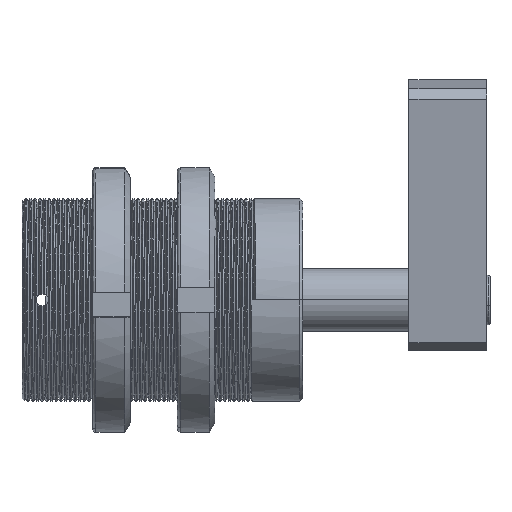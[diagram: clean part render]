
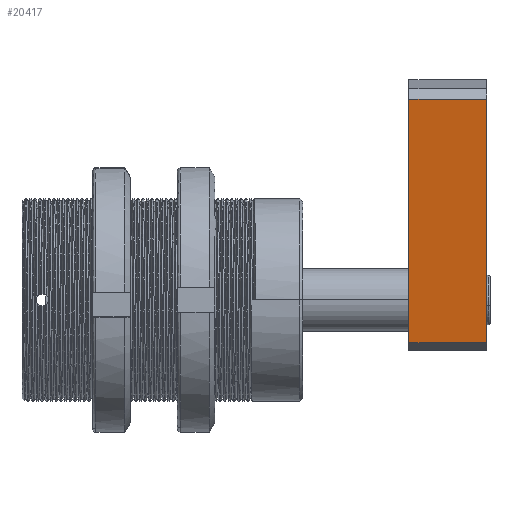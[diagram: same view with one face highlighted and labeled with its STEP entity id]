
A CAD part, top view. The second image highlights one B-rep face of the part: STEP entity #20417.
In plain terms, the highlighted face is planar.
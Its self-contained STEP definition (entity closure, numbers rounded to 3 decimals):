
#5508 = AXIS2_PLACEMENT_3D ( 'NONE', #70448, #6426, #81202 ) ;
#6426 = DIRECTION ( 'NONE',  ( 0., 0., 1. ) ) ;
#18710 = LINE ( 'NONE', #118277, #107306 ) ;
#20106 = EDGE_CURVE ( 'NONE', #135667, #137622, #18710, .T. ) ;
#20417 = ADVANCED_FACE ( 'NONE', ( #50497 ), #123664, .T. ) ;
#25029 = VECTOR ( 'NONE', #28949, 1000. ) ;
#25329 = CARTESIAN_POINT ( 'NONE',  ( 25., 70., 12.5 ) ) ;
#28949 = DIRECTION ( 'NONE',  ( -1., 0., 0. ) ) ;
#34981 = ORIENTED_EDGE ( 'NONE', *, *, #50985, .T. ) ;
#35831 = LINE ( 'NONE', #25329, #124442 ) ;
#39689 = CARTESIAN_POINT ( 'NONE',  ( 0., 67., 12.5 ) ) ;
#43523 = DIRECTION ( 'NONE',  ( 1., 0., 0. ) ) ;
#44290 = ORIENTED_EDGE ( 'NONE', *, *, #103873, .T. ) ;
#45141 = VECTOR ( 'NONE', #83980, 1000. ) ;
#48681 = EDGE_LOOP ( 'NONE', ( #93491, #98219, #34981, #44290 ) ) ;
#50160 = LINE ( 'NONE', #39689, #25029 ) ;
#50497 = FACE_OUTER_BOUND ( 'NONE', #48681, .T. ) ;
#50628 = CARTESIAN_POINT ( 'NONE',  ( 25., -12., 12.5 ) ) ;
#50985 = EDGE_CURVE ( 'NONE', #137622, #137753, #35831, .T. ) ;
#51900 = LINE ( 'NONE', #73224, #45141 ) ;
#56319 = CARTESIAN_POINT ( 'NONE',  ( 0., 67., 12.5 ) ) ;
#67373 = DIRECTION ( 'NONE',  ( 0., 1., 0. ) ) ;
#67610 = CARTESIAN_POINT ( 'NONE',  ( 0., -12., 12.5 ) ) ;
#70448 = CARTESIAN_POINT ( 'NONE',  ( 0., 70., 12.5 ) ) ;
#73224 = CARTESIAN_POINT ( 'NONE',  ( 0., 70., 12.5 ) ) ;
#81202 = DIRECTION ( 'NONE',  ( 1., 0., 0. ) ) ;
#83980 = DIRECTION ( 'NONE',  ( 0., -1., 0. ) ) ;
#93491 = ORIENTED_EDGE ( 'NONE', *, *, #101364, .T. ) ;
#94969 = CARTESIAN_POINT ( 'NONE',  ( 25., 67., 12.5 ) ) ;
#98219 = ORIENTED_EDGE ( 'NONE', *, *, #20106, .T. ) ;
#101364 = EDGE_CURVE ( 'NONE', #126121, #135667, #51900, .T. ) ;
#103873 = EDGE_CURVE ( 'NONE', #137753, #126121, #50160, .T. ) ;
#107306 = VECTOR ( 'NONE', #43523, 1000. ) ;
#118277 = CARTESIAN_POINT ( 'NONE',  ( 0., -12., 12.5 ) ) ;
#123664 = PLANE ( 'NONE',  #5508 ) ;
#124442 = VECTOR ( 'NONE', #67373, 1000. ) ;
#126121 = VERTEX_POINT ( 'NONE', #56319 ) ;
#135667 = VERTEX_POINT ( 'NONE', #67610 ) ;
#137622 = VERTEX_POINT ( 'NONE', #50628 ) ;
#137753 = VERTEX_POINT ( 'NONE', #94969 ) ;
